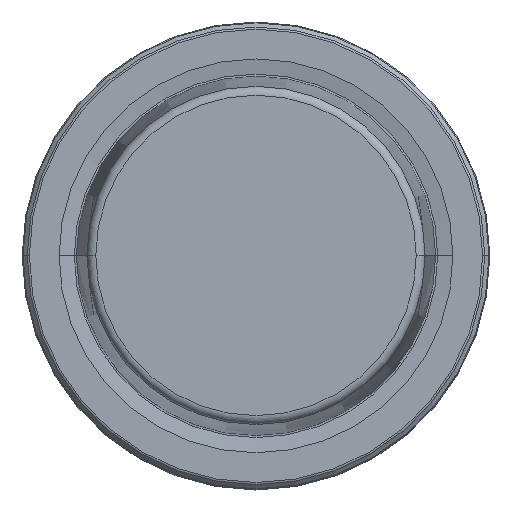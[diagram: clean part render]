
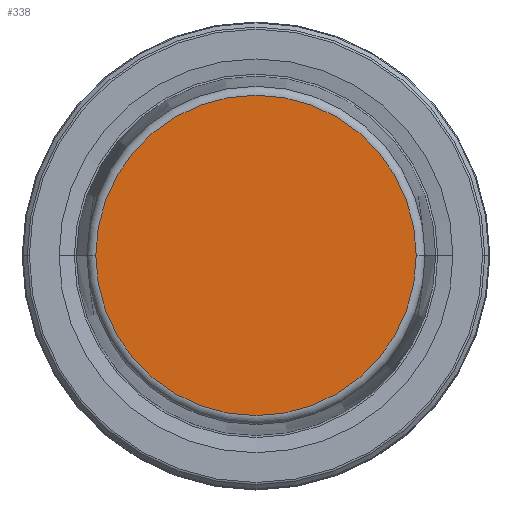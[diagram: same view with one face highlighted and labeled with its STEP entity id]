
A CAD part, top view. The second image highlights one B-rep face of the part: STEP entity #338.
In plain terms, the highlighted planar face has unit normal (0, 0, 1).
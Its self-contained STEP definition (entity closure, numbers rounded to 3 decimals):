
#192 = CIRCLE ( 'NONE', #545, 21.581 ) ;
#258 = CARTESIAN_POINT ( 'NONE',  ( 0., 0., 31.9 ) ) ;
#314 = DIRECTION ( 'NONE',  ( 0., 0., 1. ) ) ;
#336 = AXIS2_PLACEMENT_3D ( 'NONE', #739, #504, #1195 ) ;
#338 = ADVANCED_FACE ( 'NONE', ( #586 ), #938, .F. ) ;
#365 = DIRECTION ( 'NONE',  ( 1., 0., 0. ) ) ;
#441 = VERTEX_POINT ( 'NONE', #646 ) ;
#482 = EDGE_CURVE ( 'NONE', #518, #441, #714, .T. ) ;
#504 = DIRECTION ( 'NONE',  ( 0., 0., -1. ) ) ;
#518 = VERTEX_POINT ( 'NONE', #958 ) ;
#545 = AXIS2_PLACEMENT_3D ( 'NONE', #905, #314, #1002 ) ;
#586 = FACE_OUTER_BOUND ( 'NONE', #620, .T. ) ;
#620 = EDGE_LOOP ( 'NONE', ( #854, #968 ) ) ;
#646 = CARTESIAN_POINT ( 'NONE',  ( -21.581, 0., 31.9 ) ) ;
#714 = CIRCLE ( 'NONE', #992, 21.581 ) ;
#739 = CARTESIAN_POINT ( 'NONE',  ( 0., 0., 31.9 ) ) ;
#854 = ORIENTED_EDGE ( 'NONE', *, *, #482, .T. ) ;
#905 = CARTESIAN_POINT ( 'NONE',  ( 0., 0., 31.9 ) ) ;
#938 = PLANE ( 'NONE',  #336 ) ;
#955 = DIRECTION ( 'NONE',  ( 0., 0., 1. ) ) ;
#958 = CARTESIAN_POINT ( 'NONE',  ( 21.581, 0., 31.9 ) ) ;
#968 = ORIENTED_EDGE ( 'NONE', *, *, #994, .T. ) ;
#992 = AXIS2_PLACEMENT_3D ( 'NONE', #258, #955, #365 ) ;
#994 = EDGE_CURVE ( 'NONE', #441, #518, #192, .T. ) ;
#1002 = DIRECTION ( 'NONE',  ( 1., 0., 0. ) ) ;
#1195 = DIRECTION ( 'NONE',  ( -1., 0., 0. ) ) ;
